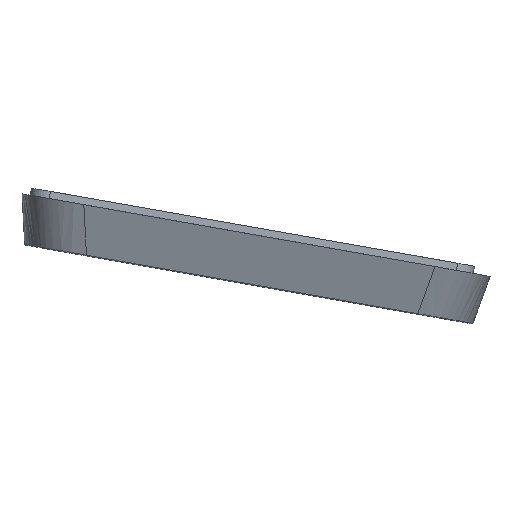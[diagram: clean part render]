
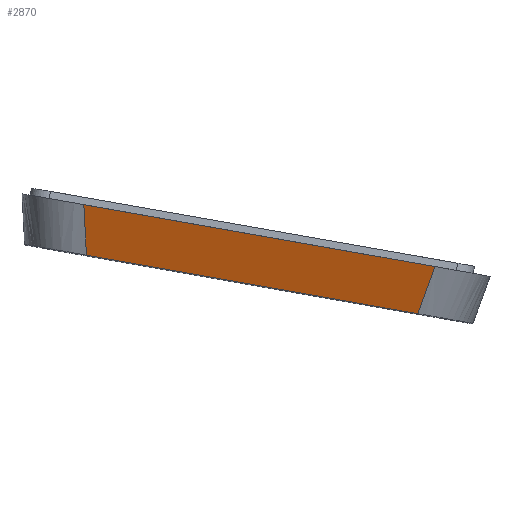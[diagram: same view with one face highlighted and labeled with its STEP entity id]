
A CAD part, top view. The second image highlights one B-rep face of the part: STEP entity #2870.
In plain terms, the highlighted free-form (B-spline) face has degree [1, 1] with [2, 2] control points.
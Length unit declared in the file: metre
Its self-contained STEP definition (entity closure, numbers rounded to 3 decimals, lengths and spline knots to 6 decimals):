
#84=B_SPLINE_CURVE_WITH_KNOTS('',3,(#5760,#5761,#5762,#5763),
 .UNSPECIFIED.,.F.,.F.,(4,4),(0.,1.),.UNSPECIFIED.);
#85=B_SPLINE_CURVE_WITH_KNOTS('',3,(#5764,#5765,#5766,#5767),
 .UNSPECIFIED.,.F.,.F.,(4,4),(0.,1.),.UNSPECIFIED.);
#162=LINE('',#4293,#361);
#265=LINE('',#5367,#464);
#361=VECTOR('',#3263,1.);
#464=VECTOR('',#3480,1.);
#549=B_SPLINE_SURFACE_WITH_KNOTS('',1,1,((#5756,#5757),(#5758,#5759)),
 .PLANE_SURF.,.F.,.F.,.F.,(2,2),(2,2),(0.,1.),(0.,1.),.UNSPECIFIED.);
#1345=ORIENTED_EDGE('',*,*,#1658,.F.);
#1346=ORIENTED_EDGE('',*,*,#1871,.T.);
#1347=ORIENTED_EDGE('',*,*,#1845,.F.);
#1348=ORIENTED_EDGE('',*,*,#1872,.T.);
#1658=EDGE_CURVE('',#2061,#2062,#162,.T.);
#1845=EDGE_CURVE('',#2163,#2164,#265,.T.);
#1871=EDGE_CURVE('',#2061,#2164,#84,.T.);
#1872=EDGE_CURVE('',#2163,#2062,#85,.T.);
#2061=VERTEX_POINT('',#4292);
#2062=VERTEX_POINT('',#4294);
#2163=VERTEX_POINT('',#5366);
#2164=VERTEX_POINT('',#5368);
#2459=EDGE_LOOP('',(#1345,#1346,#1347,#1348));
#2627=FACE_BOUND('',#2459,.T.);
#2870=ADVANCED_FACE('',(#2627),#549,.T.);
#3263=DIRECTION('',(-0.983,0.173,0.063));
#3480=DIRECTION('',(0.983,-0.173,-0.063));
#4292=CARTESIAN_POINT('',(0.06806,-0.00869,0.041568));
#4293=CARTESIAN_POINT('',(0.036168,-0.003067,0.043615));
#4294=CARTESIAN_POINT('',(0.004213,0.002568,0.045666));
#5366=CARTESIAN_POINT('',(0.003703,0.012304,0.049228));
#5367=CARTESIAN_POINT('',(0.038163,0.006228,0.047017));
#5368=CARTESIAN_POINT('',(0.071376,0.000372,0.044885));
#5756=CARTESIAN_POINT('',(0.073251,-0.010088,0.041059));
#5757=CARTESIAN_POINT('',(-0.002082,0.003195,0.045893));
#5758=CARTESIAN_POINT('',(0.075299,0.000162,0.04481));
#5759=CARTESIAN_POINT('',(-0.000034,0.013445,0.049645));
#5760=CARTESIAN_POINT('',(0.06806,-0.00869,0.041568));
#5761=CARTESIAN_POINT('',(0.069165,-0.00567,0.042674));
#5762=CARTESIAN_POINT('',(0.07027,-0.002649,0.04378));
#5763=CARTESIAN_POINT('',(0.071376,0.000372,0.044885));
#5764=CARTESIAN_POINT('',(0.003703,0.012304,0.049228));
#5765=CARTESIAN_POINT('',(0.003873,0.009059,0.048041));
#5766=CARTESIAN_POINT('',(0.004043,0.005813,0.046853));
#5767=CARTESIAN_POINT('',(0.004213,0.002568,0.045666));
